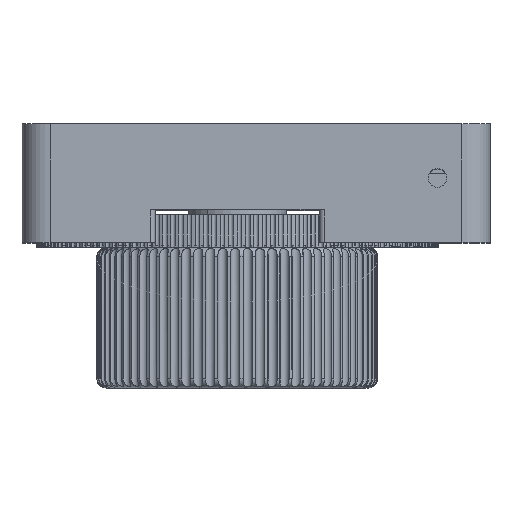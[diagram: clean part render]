
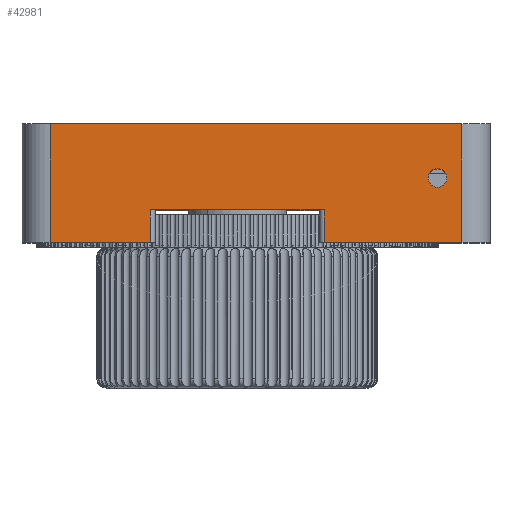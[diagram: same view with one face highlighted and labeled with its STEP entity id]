
A CAD part, top view. The second image highlights one B-rep face of the part: STEP entity #42981.
In plain terms, the highlighted planar face has unit normal (0, 0, 1).
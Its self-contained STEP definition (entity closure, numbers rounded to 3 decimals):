
#1327 = ORIENTED_EDGE ( 'NONE', *, *, #60976, .T. ) ;
#1866 = LINE ( 'NONE', #31450, #75469 ) ;
#6569 = DIRECTION ( 'NONE',  ( 0., 0., -1. ) ) ;
#6902 = VERTEX_POINT ( 'NONE', #50346 ) ;
#7265 = DIRECTION ( 'NONE',  ( 1., 0., 0. ) ) ;
#7494 = ORIENTED_EDGE ( 'NONE', *, *, #29405, .T. ) ;
#7659 = CARTESIAN_POINT ( 'NONE',  ( 21.4, 7.42, 21. ) ) ;
#8226 = AXIS2_PLACEMENT_3D ( 'NONE', #7659, #50380, #7265 ) ;
#8450 = VERTEX_POINT ( 'NONE', #12724 ) ;
#9295 = CARTESIAN_POINT ( 'NONE',  ( 20.4, 7.42, 21. ) ) ;
#9588 = DIRECTION ( 'NONE',  ( 0., 1., 0. ) ) ;
#12048 = FACE_OUTER_BOUND ( 'NONE', #20093, .T. ) ;
#12286 = VERTEX_POINT ( 'NONE', #80468 ) ;
#12724 = CARTESIAN_POINT ( 'NONE',  ( 22.4, 7.42, 21. ) ) ;
#14866 = DIRECTION ( 'NONE',  ( -1., 0., 0. ) ) ;
#15348 = VECTOR ( 'NONE', #9588, 1000. ) ;
#16158 = VERTEX_POINT ( 'NONE', #39384 ) ;
#16672 = CARTESIAN_POINT ( 'NONE',  ( 9.274, 0.5, 21. ) ) ;
#17001 = CIRCLE ( 'NONE', #18284, 1. ) ;
#17386 = FACE_BOUND ( 'NONE', #80628, .T. ) ;
#17856 = ORIENTED_EDGE ( 'NONE', *, *, #30536, .T. ) ;
#18284 = AXIS2_PLACEMENT_3D ( 'NONE', #55861, #6569, #80867 ) ;
#19993 = VERTEX_POINT ( 'NONE', #28419 ) ;
#20093 = EDGE_LOOP ( 'NONE', ( #54425, #1327, #68931, #33841, #58813, #34666, #66033, #7494 ) ) ;
#20565 = VERTEX_POINT ( 'NONE', #9295 ) ;
#20855 = VERTEX_POINT ( 'NONE', #79348 ) ;
#20996 = EDGE_CURVE ( 'NONE', #12286, #34308, #69102, .T. ) ;
#21018 = LINE ( 'NONE', #27566, #53725 ) ;
#21980 = AXIS2_PLACEMENT_3D ( 'NONE', #62587, #42433, #74433 ) ;
#22523 = CARTESIAN_POINT ( 'NONE',  ( -20., 0.5, 21. ) ) ;
#22816 = DIRECTION ( 'NONE',  ( 0., -1., 0. ) ) ;
#23561 = EDGE_CURVE ( 'NONE', #19993, #6902, #33400, .T. ) ;
#24722 = VECTOR ( 'NONE', #47530, 1000. ) ;
#27566 = CARTESIAN_POINT ( 'NONE',  ( -23., 4., 21. ) ) ;
#28154 = VECTOR ( 'NONE', #22816, 1000. ) ;
#28419 = CARTESIAN_POINT ( 'NONE',  ( 24., 0.5, 21. ) ) ;
#28559 = CARTESIAN_POINT ( 'NONE',  ( 9.274, 0.5, 21. ) ) ;
#28834 = CARTESIAN_POINT ( 'NONE',  ( 24., 0.5, 21. ) ) ;
#29405 = EDGE_CURVE ( 'NONE', #12286, #20855, #76625, .T. ) ;
#30536 = EDGE_CURVE ( 'NONE', #8450, #20565, #17001, .T. ) ;
#31450 = CARTESIAN_POINT ( 'NONE',  ( -23., 0.5, 21. ) ) ;
#33400 = LINE ( 'NONE', #28834, #15348 ) ;
#33841 = ORIENTED_EDGE ( 'NONE', *, *, #23561, .T. ) ;
#34308 = VERTEX_POINT ( 'NONE', #22523 ) ;
#34666 = ORIENTED_EDGE ( 'NONE', *, *, #42811, .T. ) ;
#37078 = PLANE ( 'NONE',  #21980 ) ;
#38270 = DIRECTION ( 'NONE',  ( -1., 0., 0. ) ) ;
#39221 = VECTOR ( 'NONE', #57796, 1000. ) ;
#39384 = CARTESIAN_POINT ( 'NONE',  ( -20., 13.2, 21. ) ) ;
#39751 = LINE ( 'NONE', #40144, #24722 ) ;
#40144 = CARTESIAN_POINT ( 'NONE',  ( -20., 0.5, 21. ) ) ;
#42433 = DIRECTION ( 'NONE',  ( 0., 0., -1. ) ) ;
#42811 = EDGE_CURVE ( 'NONE', #16158, #34308, #39751, .T. ) ;
#42981 = ADVANCED_FACE ( 'NONE', ( #17386, #12048 ), #37078, .F. ) ;
#45013 = EDGE_CURVE ( 'NONE', #6902, #16158, #45713, .T. ) ;
#45713 = LINE ( 'NONE', #57679, #52068 ) ;
#45798 = DIRECTION ( 'NONE',  ( -1., 0., 0. ) ) ;
#47530 = DIRECTION ( 'NONE',  ( 0., -1., 0. ) ) ;
#50194 = CARTESIAN_POINT ( 'NONE',  ( -23., 0.5, 21. ) ) ;
#50346 = CARTESIAN_POINT ( 'NONE',  ( 24., 13.2, 21. ) ) ;
#50380 = DIRECTION ( 'NONE',  ( 0., 0., -1. ) ) ;
#51195 = CARTESIAN_POINT ( 'NONE',  ( -9.274, 0.5, 21. ) ) ;
#52068 = VECTOR ( 'NONE', #57271, 1000. ) ;
#52985 = VECTOR ( 'NONE', #38270, 1000. ) ;
#53725 = VECTOR ( 'NONE', #14866, 1000. ) ;
#54425 = ORIENTED_EDGE ( 'NONE', *, *, #74609, .F. ) ;
#55082 = VERTEX_POINT ( 'NONE', #58187 ) ;
#55861 = CARTESIAN_POINT ( 'NONE',  ( 21.4, 7.42, 21. ) ) ;
#56049 = EDGE_CURVE ( 'NONE', #20565, #8450, #80343, .T. ) ;
#57271 = DIRECTION ( 'NONE',  ( -1., 0., 0. ) ) ;
#57679 = CARTESIAN_POINT ( 'NONE',  ( -23., 13.2, 21. ) ) ;
#57796 = DIRECTION ( 'NONE',  ( 0., 1., 0. ) ) ;
#58187 = CARTESIAN_POINT ( 'NONE',  ( 9.274, 4., 21. ) ) ;
#58813 = ORIENTED_EDGE ( 'NONE', *, *, #45013, .T. ) ;
#58825 = VERTEX_POINT ( 'NONE', #28559 ) ;
#60976 = EDGE_CURVE ( 'NONE', #55082, #58825, #61055, .T. ) ;
#61055 = LINE ( 'NONE', #16672, #28154 ) ;
#62587 = CARTESIAN_POINT ( 'NONE',  ( -23., 0.5, 21. ) ) ;
#66033 = ORIENTED_EDGE ( 'NONE', *, *, #20996, .F. ) ;
#67635 = ORIENTED_EDGE ( 'NONE', *, *, #56049, .T. ) ;
#68931 = ORIENTED_EDGE ( 'NONE', *, *, #80388, .F. ) ;
#69102 = LINE ( 'NONE', #50194, #52985 ) ;
#74433 = DIRECTION ( 'NONE',  ( 1., 0., 0. ) ) ;
#74609 = EDGE_CURVE ( 'NONE', #55082, #20855, #21018, .T. ) ;
#75469 = VECTOR ( 'NONE', #45798, 1000. ) ;
#76625 = LINE ( 'NONE', #51195, #39221 ) ;
#79348 = CARTESIAN_POINT ( 'NONE',  ( -9.274, 4., 21. ) ) ;
#80343 = CIRCLE ( 'NONE', #8226, 1. ) ;
#80388 = EDGE_CURVE ( 'NONE', #19993, #58825, #1866, .T. ) ;
#80468 = CARTESIAN_POINT ( 'NONE',  ( -9.274, 0.5, 21. ) ) ;
#80628 = EDGE_LOOP ( 'NONE', ( #17856, #67635 ) ) ;
#80867 = DIRECTION ( 'NONE',  ( 1., 0., 0. ) ) ;
